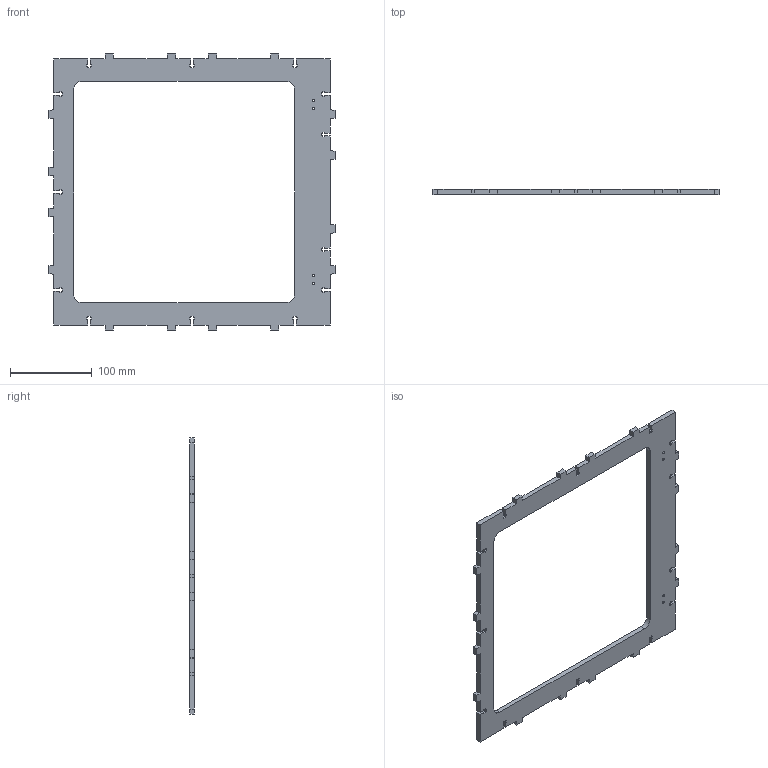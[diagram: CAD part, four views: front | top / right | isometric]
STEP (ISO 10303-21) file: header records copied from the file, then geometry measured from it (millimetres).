
FILE_DESCRIPTION(/* description */ (''),/* implementation_level */ '2;1');
FILE_NAME(/* name */ 'Box_top.step',/* time_stamp */ '2017-11-06T16:00:54+11:00',/* author */ ('webmaster0zero'),/* organization */ (''),/* preprocessor_version */ 'ST-DEVELOPER v16.13',/* originating_system */ 'Autodesk Translation Framework v6.5.0.72',/* authorisation */ '');
FILE_SCHEMA (('AUTOMOTIVE_DESIGN { 1 0 10303 214 3 1 1 }'));
Length unit declared in the file: millimetre
Products named in the file (2): MESHmaker_asm; Box_top
Assembly tree (1 placements, depth 2):
  MESHmaker_asm
    Box_top
Bounding box: 349.7 x 6 x 337.2 mm (x, y, z)
Volume: 224122.1 mm3; surface area: 92397.1 mm2
Topology: 1 solids, 1 shells, 238 faces, 716 edges, 480 vertices
Faces by surface type: plane 230, cylinder 8
Full cylindrical faces by diameter (mm): 3 x4
Entity records: 7988 total; most frequent: CARTESIAN_POINT 1437, ORIENTED_EDGE 1432, DIRECTION 1222, EDGE_CURVE 716, LINE 692, VECTOR 692, VERTEX_POINT 480, AXIS2_PLACEMENT_3D 265
